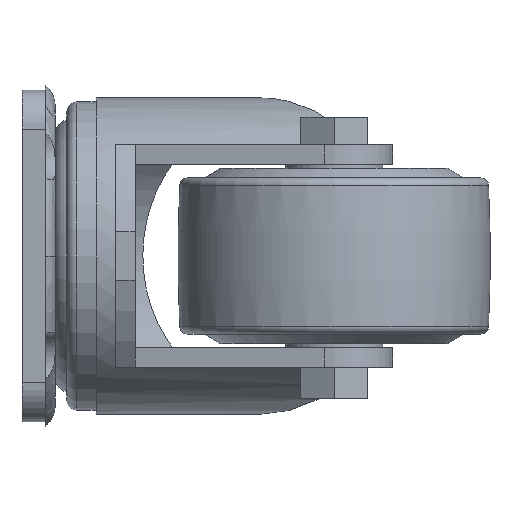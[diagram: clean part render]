
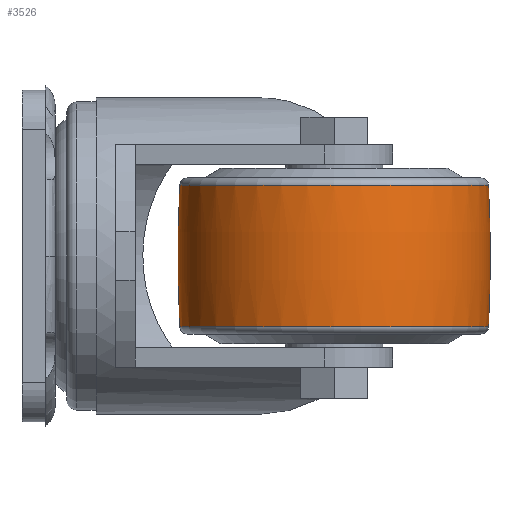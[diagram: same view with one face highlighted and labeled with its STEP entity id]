
A CAD part, left-side view. The second image highlights one B-rep face of the part: STEP entity #3526.
In plain terms, the highlighted toroidal (fillet/blend) face has major radius 360 mm and minor radius 400 mm.
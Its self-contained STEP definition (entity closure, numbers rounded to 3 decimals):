
#357 = CIRCLE ( 'NONE', #371, 400. ) ;
#369 = CIRCLE ( 'NONE', #385, 400. ) ;
#371 = AXIS2_PLACEMENT_3D ( 'NONE', #801, #850, #778 ) ;
#385 = AXIS2_PLACEMENT_3D ( 'NONE', #1483, #1451, #1485 ) ;
#515 = CIRCLE ( 'NONE', #537, 39.591 ) ;
#537 = AXIS2_PLACEMENT_3D ( 'NONE', #3130, #3131, #3132 ) ;
#540 = CIRCLE ( 'NONE', #541, 39.591 ) ;
#541 = AXIS2_PLACEMENT_3D ( 'NONE', #3139, #3140, #3141 ) ;
#588 = AXIS2_PLACEMENT_3D ( 'NONE', #3262, #3263, #3264 ) ;
#589 = TOROIDAL_SURFACE ( 'NONE', #588, -360., 400. ) ;
#778 = DIRECTION ( 'NONE',  ( 0., 0., 1. ) ) ;
#801 = CARTESIAN_POINT ( 'NONE',  ( -45., -440., 0. ) ) ;
#850 = DIRECTION ( 'NONE',  ( -1., 0., 0. ) ) ;
#1451 = DIRECTION ( 'NONE',  ( 1., 0., 0. ) ) ;
#1483 = CARTESIAN_POINT ( 'NONE',  ( -45., 280., 0. ) ) ;
#1485 = DIRECTION ( 'NONE',  ( 0., 1., 0. ) ) ;
#1542 = EDGE_CURVE ( 'NONE', #3386, #3374, #357, .T. ) ;
#1550 = EDGE_CURVE ( 'NONE', #3360, #3396, #369, .T. ) ;
#1962 = ORIENTED_EDGE ( 'NONE', *, *, #3462, .F. ) ;
#1963 = ORIENTED_EDGE ( 'NONE', *, *, #1550, .F. ) ;
#1964 = ORIENTED_EDGE ( 'NONE', *, *, #3459, .T. ) ;
#1965 = ORIENTED_EDGE ( 'NONE', *, *, #1542, .T. ) ;
#2316 = EDGE_LOOP ( 'NONE', ( #1963, #1964, #1965, #1962 ) ) ;
#2723 = FACE_OUTER_BOUND ( 'NONE', #2316, .T. ) ;
#2879 = CARTESIAN_POINT ( 'NONE',  ( -45., -119.591, 18.09 ) ) ;
#2893 = CARTESIAN_POINT ( 'NONE',  ( -45., -40.409, -18.09 ) ) ;
#2905 = CARTESIAN_POINT ( 'NONE',  ( -45., -40.409, 18.09 ) ) ;
#2915 = CARTESIAN_POINT ( 'NONE',  ( -45., -119.591, -18.09 ) ) ;
#3130 = CARTESIAN_POINT ( 'NONE',  ( -45., -80., 18.09 ) ) ;
#3131 = DIRECTION ( 'NONE',  ( 0., 0., -1. ) ) ;
#3132 = DIRECTION ( 'NONE',  ( 0., 1., 0. ) ) ;
#3139 = CARTESIAN_POINT ( 'NONE',  ( -45., -80., -18.09 ) ) ;
#3140 = DIRECTION ( 'NONE',  ( 0., 0., -1. ) ) ;
#3141 = DIRECTION ( 'NONE',  ( 0., 1., 0. ) ) ;
#3262 = CARTESIAN_POINT ( 'NONE',  ( -45., -80., 0. ) ) ;
#3263 = DIRECTION ( 'NONE',  ( 0., 0., -1. ) ) ;
#3264 = DIRECTION ( 'NONE',  ( 0., 1., 0. ) ) ;
#3360 = VERTEX_POINT ( 'NONE', #2879 ) ;
#3374 = VERTEX_POINT ( 'NONE', #2893 ) ;
#3386 = VERTEX_POINT ( 'NONE', #2905 ) ;
#3396 = VERTEX_POINT ( 'NONE', #2915 ) ;
#3459 = EDGE_CURVE ( 'NONE', #3360, #3386, #515, .T. ) ;
#3462 = EDGE_CURVE ( 'NONE', #3396, #3374, #540, .T. ) ;
#3526 = ADVANCED_FACE ( 'NONE', ( #2723 ), #589, .T. ) ;
